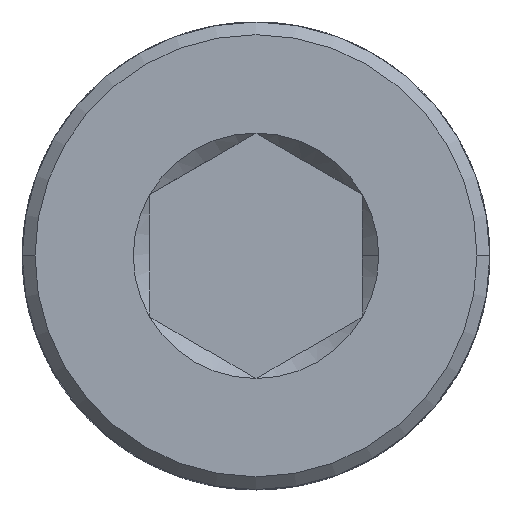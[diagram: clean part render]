
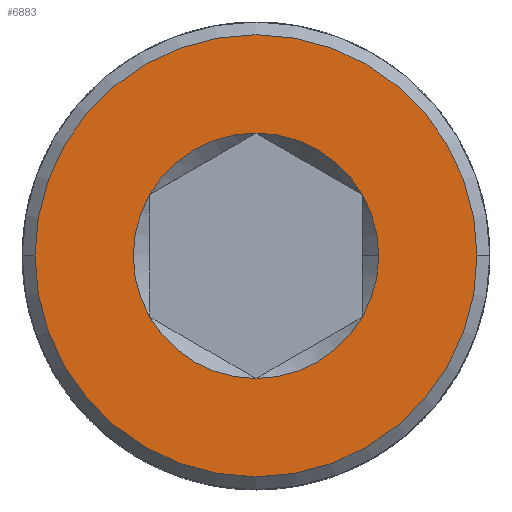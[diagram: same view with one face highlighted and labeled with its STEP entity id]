
A CAD part, top view. The second image highlights one B-rep face of the part: STEP entity #6883.
In plain terms, the highlighted planar face has unit normal (0, 0, 1).
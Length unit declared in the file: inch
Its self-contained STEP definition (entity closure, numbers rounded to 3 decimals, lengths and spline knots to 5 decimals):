
#87 = AXIS2_PLACEMENT_3D ( 'NONE', #3681, #8452, #13227 ) ;
#419 = DIRECTION ( 'NONE',  ( 1., 0., 0. ) ) ;
#532 = EDGE_CURVE ( 'NONE', #9566, #10492, #10802, .T. ) ;
#612 = FACE_OUTER_BOUND ( 'NONE', #11921, .T. ) ;
#769 = VERTEX_POINT ( 'NONE', #1186 ) ;
#800 = DIRECTION ( 'NONE',  ( 1., 0., 0. ) ) ;
#812 = CARTESIAN_POINT ( 'NONE',  ( 0., 0., 0.25591 ) ) ;
#866 = ORIENTED_EDGE ( 'NONE', *, *, #8708, .F. ) ;
#920 = ORIENTED_EDGE ( 'NONE', *, *, #15384, .F. ) ;
#1156 = CARTESIAN_POINT ( 'NONE',  ( -0.04921, 0.02841, 0.25591 ) ) ;
#1186 = CARTESIAN_POINT ( 'NONE',  ( 0., -0.05683, 0.25591 ) ) ;
#1877 = ORIENTED_EDGE ( 'NONE', *, *, #532, .F. ) ;
#2137 = CARTESIAN_POINT ( 'NONE',  ( 0.04921, 0.02841, 0.25591 ) ) ;
#2255 = CARTESIAN_POINT ( 'NONE',  ( 0., 0., 0.25591 ) ) ;
#2437 = CIRCLE ( 'NONE', #8170, 0.05683 ) ;
#3004 = EDGE_LOOP ( 'NONE', ( #7959, #1877, #920, #10841, #11644, #14352, #866 ) ) ;
#3681 = CARTESIAN_POINT ( 'NONE',  ( 0., 0., 0.25591 ) ) ;
#3779 = AXIS2_PLACEMENT_3D ( 'NONE', #7987, #4246, #15266 ) ;
#3842 = VERTEX_POINT ( 'NONE', #1156 ) ;
#4024 = VERTEX_POINT ( 'NONE', #8492 ) ;
#4044 = CARTESIAN_POINT ( 'NONE',  ( 0., 0.10236, 0.25591 ) ) ;
#4201 = DIRECTION ( 'NONE',  ( 1., 0., 0. ) ) ;
#4246 = DIRECTION ( 'NONE',  ( 0., 0., 1. ) ) ;
#4344 = AXIS2_PLACEMENT_3D ( 'NONE', #9500, #4661, #9419 ) ;
#4402 = DIRECTION ( 'NONE',  ( 0., 0., 1. ) ) ;
#4608 = AXIS2_PLACEMENT_3D ( 'NONE', #12748, #5700, #9219 ) ;
#4661 = DIRECTION ( 'NONE',  ( 0., 0., 1. ) ) ;
#5266 = DIRECTION ( 'NONE',  ( 1., 0., 0. ) ) ;
#5358 = CARTESIAN_POINT ( 'NONE',  ( 0., 0.05683, 0.25591 ) ) ;
#5379 = CIRCLE ( 'NONE', #11373, 0.10236 ) ;
#5700 = DIRECTION ( 'NONE',  ( 0., 0., -1. ) ) ;
#5777 = ORIENTED_EDGE ( 'NONE', *, *, #13580, .F. ) ;
#5853 = ORIENTED_EDGE ( 'NONE', *, *, #14755, .F. ) ;
#6883 = ADVANCED_FACE ( 'NONE', ( #11320, #612 ), #10209, .T. ) ;
#7146 = EDGE_CURVE ( 'NONE', #769, #8677, #8825, .T. ) ;
#7269 = EDGE_CURVE ( 'NONE', #10492, #11081, #14319, .T. ) ;
#7310 = AXIS2_PLACEMENT_3D ( 'NONE', #4044, #14917, #4201 ) ;
#7344 = CIRCLE ( 'NONE', #4608, 0.10236 ) ;
#7585 = VERTEX_POINT ( 'NONE', #13698 ) ;
#7692 = CARTESIAN_POINT ( 'NONE',  ( 0., 0., 0.25591 ) ) ;
#7959 = ORIENTED_EDGE ( 'NONE', *, *, #7269, .F. ) ;
#7987 = CARTESIAN_POINT ( 'NONE',  ( 0., 0., 0.25591 ) ) ;
#8170 = AXIS2_PLACEMENT_3D ( 'NONE', #11576, #15031, #800 ) ;
#8242 = EDGE_CURVE ( 'NONE', #3842, #4024, #8714, .T. ) ;
#8452 = DIRECTION ( 'NONE',  ( 0., 0., 1. ) ) ;
#8492 = CARTESIAN_POINT ( 'NONE',  ( -0.04921, -0.02841, 0.25591 ) ) ;
#8653 = VERTEX_POINT ( 'NONE', #14799 ) ;
#8677 = VERTEX_POINT ( 'NONE', #10094 ) ;
#8691 = CIRCLE ( 'NONE', #14938, 0.05683 ) ;
#8708 = EDGE_CURVE ( 'NONE', #11081, #3842, #8691, .T. ) ;
#8714 = CIRCLE ( 'NONE', #12461, 0.05683 ) ;
#8825 = CIRCLE ( 'NONE', #12824, 0.05683 ) ;
#9219 = DIRECTION ( 'NONE',  ( -1., 0., 0. ) ) ;
#9419 = DIRECTION ( 'NONE',  ( 1., 0., 0. ) ) ;
#9500 = CARTESIAN_POINT ( 'NONE',  ( 0., 0., 0.25591 ) ) ;
#9566 = VERTEX_POINT ( 'NONE', #15287 ) ;
#9779 = CARTESIAN_POINT ( 'NONE',  ( 0., 0., 0.25591 ) ) ;
#10017 = DIRECTION ( 'NONE',  ( 0., 0., 1. ) ) ;
#10094 = CARTESIAN_POINT ( 'NONE',  ( 0.04921, -0.02841, 0.25591 ) ) ;
#10209 = PLANE ( 'NONE',  #7310 ) ;
#10492 = VERTEX_POINT ( 'NONE', #2137 ) ;
#10764 = DIRECTION ( 'NONE',  ( -1., 0., 0. ) ) ;
#10802 = CIRCLE ( 'NONE', #3779, 0.05683 ) ;
#10820 = EDGE_CURVE ( 'NONE', #4024, #769, #2437, .T. ) ;
#10841 = ORIENTED_EDGE ( 'NONE', *, *, #7146, .F. ) ;
#11081 = VERTEX_POINT ( 'NONE', #5358 ) ;
#11135 = DIRECTION ( 'NONE',  ( 0., 0., 1. ) ) ;
#11320 = FACE_BOUND ( 'NONE', #3004, .T. ) ;
#11373 = AXIS2_PLACEMENT_3D ( 'NONE', #2255, #12887, #10764 ) ;
#11576 = CARTESIAN_POINT ( 'NONE',  ( 0., 0., 0.25591 ) ) ;
#11644 = ORIENTED_EDGE ( 'NONE', *, *, #10820, .F. ) ;
#11921 = EDGE_LOOP ( 'NONE', ( #5777, #5853 ) ) ;
#12461 = AXIS2_PLACEMENT_3D ( 'NONE', #7692, #11135, #5266 ) ;
#12748 = CARTESIAN_POINT ( 'NONE',  ( 0., 0., 0.25591 ) ) ;
#12824 = AXIS2_PLACEMENT_3D ( 'NONE', #812, #4402, #13946 ) ;
#12887 = DIRECTION ( 'NONE',  ( 0., 0., -1. ) ) ;
#13227 = DIRECTION ( 'NONE',  ( 1., 0., 0. ) ) ;
#13368 = CIRCLE ( 'NONE', #4344, 0.05683 ) ;
#13580 = EDGE_CURVE ( 'NONE', #7585, #8653, #5379, .T. ) ;
#13698 = CARTESIAN_POINT ( 'NONE',  ( -0.10236, 0., 0.25591 ) ) ;
#13946 = DIRECTION ( 'NONE',  ( 1., 0., 0. ) ) ;
#14319 = CIRCLE ( 'NONE', #87, 0.05683 ) ;
#14352 = ORIENTED_EDGE ( 'NONE', *, *, #8242, .F. ) ;
#14755 = EDGE_CURVE ( 'NONE', #8653, #7585, #7344, .T. ) ;
#14799 = CARTESIAN_POINT ( 'NONE',  ( 0.10236, 0., 0.25591 ) ) ;
#14917 = DIRECTION ( 'NONE',  ( 0., 0., 1. ) ) ;
#14938 = AXIS2_PLACEMENT_3D ( 'NONE', #9779, #10017, #419 ) ;
#15031 = DIRECTION ( 'NONE',  ( 0., 0., 1. ) ) ;
#15266 = DIRECTION ( 'NONE',  ( 1., 0., 0. ) ) ;
#15287 = CARTESIAN_POINT ( 'NONE',  ( 0.05683, 0., 0.25591 ) ) ;
#15384 = EDGE_CURVE ( 'NONE', #8677, #9566, #13368, .T. ) ;
